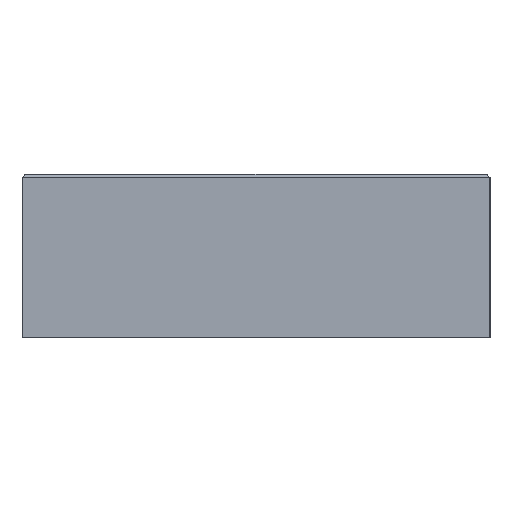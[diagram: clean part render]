
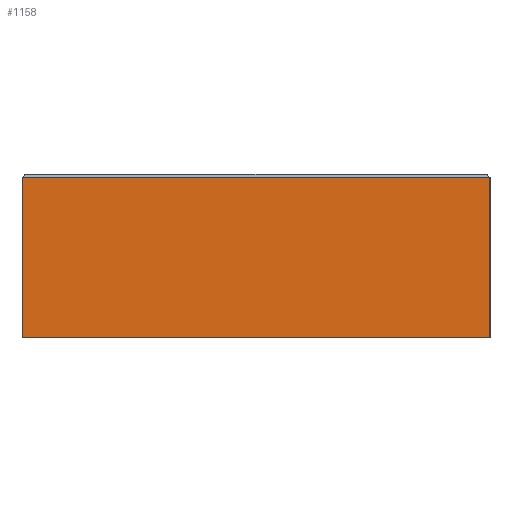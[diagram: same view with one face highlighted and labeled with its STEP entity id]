
A CAD part, left-side view. The second image highlights one B-rep face of the part: STEP entity #1158.
In plain terms, the highlighted planar face has unit normal (-1, 0, 0).
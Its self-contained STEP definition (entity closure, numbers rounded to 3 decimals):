
#8 = EDGE_CURVE ( 'NONE', #1231, #689, #143, .T. ) ;
#33 = CARTESIAN_POINT ( 'NONE',  ( -1.6, -0.8, 0. ) ) ;
#109 = FACE_OUTER_BOUND ( 'NONE', #1085, .T. ) ;
#113 = LINE ( 'NONE', #625, #1382 ) ;
#127 = DIRECTION ( 'NONE',  ( 0., 1., 0. ) ) ;
#143 = LINE ( 'NONE', #1331, #796 ) ;
#156 = CARTESIAN_POINT ( 'NONE',  ( -1.6, -0.8, 0.55 ) ) ;
#181 = ORIENTED_EDGE ( 'NONE', *, *, #422, .F. ) ;
#259 = CARTESIAN_POINT ( 'NONE',  ( -1.6, 0.8, 0.55 ) ) ;
#422 = EDGE_CURVE ( 'NONE', #1231, #909, #113, .T. ) ;
#446 = LINE ( 'NONE', #935, #1514 ) ;
#481 = ORIENTED_EDGE ( 'NONE', *, *, #1440, .F. ) ;
#560 = VERTEX_POINT ( 'NONE', #636 ) ;
#625 = CARTESIAN_POINT ( 'NONE',  ( -1.6, -0.8, 0.55 ) ) ;
#636 = CARTESIAN_POINT ( 'NONE',  ( -1.6, -0.8, 0. ) ) ;
#689 = VERTEX_POINT ( 'NONE', #770 ) ;
#706 = ORIENTED_EDGE ( 'NONE', *, *, #8, .T. ) ;
#726 = DIRECTION ( 'NONE',  ( 0., 0., -1. ) ) ;
#727 = PLANE ( 'NONE',  #1171 ) ;
#770 = CARTESIAN_POINT ( 'NONE',  ( -1.6, 0.8, 0. ) ) ;
#796 = VECTOR ( 'NONE', #726, 1000. ) ;
#814 = VECTOR ( 'NONE', #1351, 1000. ) ;
#865 = LINE ( 'NONE', #33, #814 ) ;
#909 = VERTEX_POINT ( 'NONE', #156 ) ;
#935 = CARTESIAN_POINT ( 'NONE',  ( -1.6, -0.8, 0.55 ) ) ;
#979 = DIRECTION ( 'NONE',  ( 0., -1., 0. ) ) ;
#1085 = EDGE_LOOP ( 'NONE', ( #1109, #481, #181, #706 ) ) ;
#1109 = ORIENTED_EDGE ( 'NONE', *, *, #1557, .T. ) ;
#1158 = ADVANCED_FACE ( 'NONE', ( #109 ), #727, .F. ) ;
#1171 = AXIS2_PLACEMENT_3D ( 'NONE', #1215, #1477, #127 ) ;
#1215 = CARTESIAN_POINT ( 'NONE',  ( -1.6, -0.8, 0.55 ) ) ;
#1231 = VERTEX_POINT ( 'NONE', #259 ) ;
#1331 = CARTESIAN_POINT ( 'NONE',  ( -1.6, 0.8, 0.55 ) ) ;
#1351 = DIRECTION ( 'NONE',  ( 0., -1., 0. ) ) ;
#1382 = VECTOR ( 'NONE', #979, 1000. ) ;
#1420 = DIRECTION ( 'NONE',  ( 0., 0., -1. ) ) ;
#1440 = EDGE_CURVE ( 'NONE', #909, #560, #446, .T. ) ;
#1477 = DIRECTION ( 'NONE',  ( 1., 0., 0. ) ) ;
#1514 = VECTOR ( 'NONE', #1420, 1000. ) ;
#1557 = EDGE_CURVE ( 'NONE', #689, #560, #865, .T. ) ;
